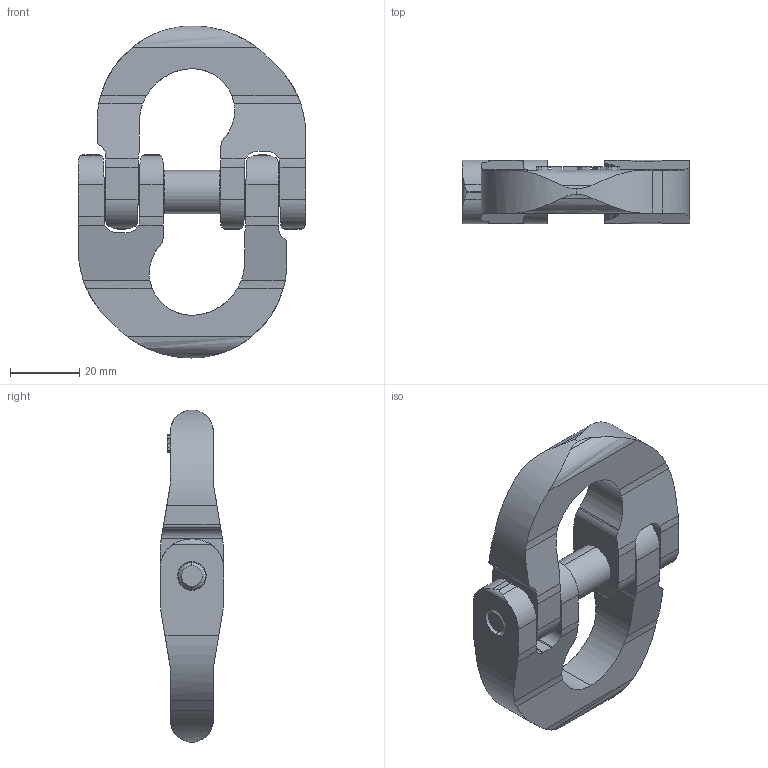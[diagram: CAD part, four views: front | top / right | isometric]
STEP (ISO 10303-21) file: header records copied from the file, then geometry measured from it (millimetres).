
FILE_DESCRIPTION(('STEP AP214'),'1');
FILE_NAME('cl_10.stp','2018-01-24T08:52:19',('TraceParts'),('TraceParts S.A.'),'Spatial InterOp 3D',' ',' ');
FILE_SCHEMA(('automotive_design'));
Length unit declared in the file: millimetre
Products named in the file (3): cl_10_1; cl_10_2; cl_10_3
Bounding box: 65.78 x 18.44 x 96.18 mm (x, y, z)
Volume: 52798.7 mm3; surface area: 19576.3 mm2
Topology: 3 solids, 3 shells, 306 faces, 866 edges, 572 vertices
Faces by surface type: plane 139, bspline 89, cylinder 74, cone 4
Entity records: 14088 total; most frequent: CARTESIAN_POINT 4136, ORIENTED_EDGE 1732, DIRECTION 1266, EDGE_CURVE 866, VERTEX_POINT 572, LINE 470, VECTOR 470, AXIS2_PLACEMENT_3D 398
